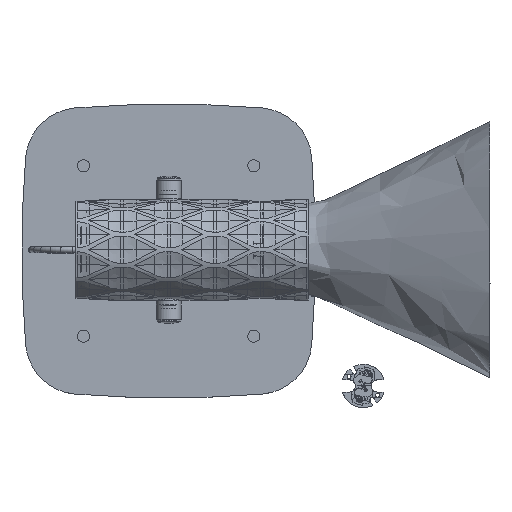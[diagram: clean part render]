
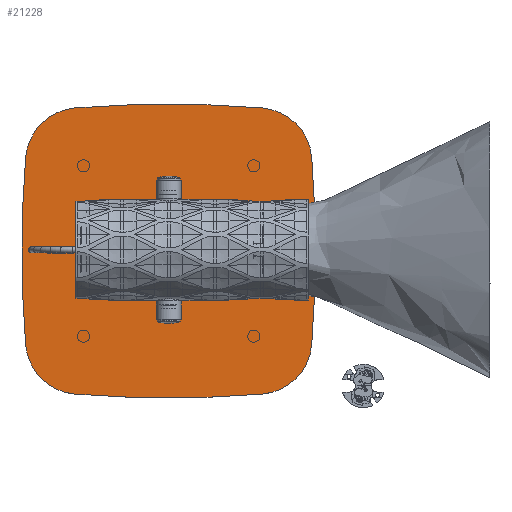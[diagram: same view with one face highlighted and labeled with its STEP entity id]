
A CAD part, top view. The second image highlights one B-rep face of the part: STEP entity #21228.
In plain terms, the highlighted face is planar.
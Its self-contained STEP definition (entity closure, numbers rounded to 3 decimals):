
#21228=ADVANCED_FACE('',(#23798,#23799),#23112,.T.);
#23112=PLANE('',#61790);
#23798=FACE_BOUND('',#26828,.T.);
#23799=FACE_BOUND('',#26829,.T.);
#26828=EDGE_LOOP('',(#39753));
#26829=EDGE_LOOP('',(#39754,#39755,#39756,#39757,#39758,#39759,#39760,#39761));
#39753=ORIENTED_EDGE('',*,*,#57796,.F.);
#39754=ORIENTED_EDGE('',*,*,#57794,.T.);
#39755=ORIENTED_EDGE('',*,*,#57797,.T.);
#39756=ORIENTED_EDGE('',*,*,#57780,.T.);
#39757=ORIENTED_EDGE('',*,*,#57798,.T.);
#39758=ORIENTED_EDGE('',*,*,#57784,.T.);
#39759=ORIENTED_EDGE('',*,*,#57799,.T.);
#39760=ORIENTED_EDGE('',*,*,#57788,.T.);
#39761=ORIENTED_EDGE('',*,*,#57800,.T.);
#48598=VERTEX_POINT('',#123367);
#48599=VERTEX_POINT('',#123368);
#48602=VERTEX_POINT('',#123376);
#48603=VERTEX_POINT('',#123377);
#48606=VERTEX_POINT('',#123385);
#48607=VERTEX_POINT('',#123386);
#48612=VERTEX_POINT('',#123397);
#48613=VERTEX_POINT('',#123399);
#48614=VERTEX_POINT('',#123403);
#57780=EDGE_CURVE('',#48598,#48599,#59040,.T.);
#57784=EDGE_CURVE('',#48602,#48603,#59042,.T.);
#57788=EDGE_CURVE('',#48606,#48607,#59044,.T.);
#57794=EDGE_CURVE('',#48613,#48612,#59047,.T.);
#57796=EDGE_CURVE('',#48614,#48614,#59048,.T.);
#57797=EDGE_CURVE('',#48612,#48598,#59049,.T.);
#57798=EDGE_CURVE('',#48599,#48602,#59050,.T.);
#57799=EDGE_CURVE('',#48603,#48606,#59051,.T.);
#57800=EDGE_CURVE('',#48607,#48613,#59052,.T.);
#59040=CIRCLE('',#61773,700.);
#59042=CIRCLE('',#61776,700.);
#59044=CIRCLE('',#61779,700.);
#59047=CIRCLE('',#61783,700.);
#59048=CIRCLE('',#61785,5.25);
#59049=CIRCLE('',#61786,35.);
#59050=CIRCLE('',#61787,35.);
#59051=CIRCLE('',#61788,35.);
#59052=CIRCLE('',#61789,35.);
#61773=AXIS2_PLACEMENT_3D('',#123366,#71697,#71698);
#61776=AXIS2_PLACEMENT_3D('',#123375,#71705,#71706);
#61779=AXIS2_PLACEMENT_3D('',#123384,#71713,#71714);
#61783=AXIS2_PLACEMENT_3D('',#123398,#71724,#71725);
#61785=AXIS2_PLACEMENT_3D('',#123402,#71729,#71730);
#61786=AXIS2_PLACEMENT_3D('',#123404,#71731,#71732);
#61787=AXIS2_PLACEMENT_3D('',#123405,#71733,#71734);
#61788=AXIS2_PLACEMENT_3D('',#123406,#71735,#71736);
#61789=AXIS2_PLACEMENT_3D('',#123407,#71737,#71738);
#61790=AXIS2_PLACEMENT_3D('',#123408,#71739,#71740);
#71697=DIRECTION('',(0.,-1.,0.));
#71698=DIRECTION('',(0.,0.,1.));
#71705=DIRECTION('',(0.,-1.,0.));
#71706=DIRECTION('',(-1.,0.,0.));
#71713=DIRECTION('',(0.,-1.,0.));
#71714=DIRECTION('',(0.,0.,-1.));
#71724=DIRECTION('',(0.,-1.,0.));
#71725=DIRECTION('',(1.,0.,0.));
#71729=DIRECTION('',(0.,-1.,0.));
#71730=DIRECTION('',(1.,0.,0.));
#71731=DIRECTION('',(0.,-1.,0.));
#71732=DIRECTION('',(1.,0.,0.));
#71733=DIRECTION('',(0.,-1.,0.));
#71734=DIRECTION('',(1.,0.,0.));
#71735=DIRECTION('',(0.,-1.,0.));
#71736=DIRECTION('',(1.,0.,0.));
#71737=DIRECTION('',(0.,-1.,0.));
#71738=DIRECTION('',(1.,0.,0.));
#71739=DIRECTION('',(0.,-1.,0.));
#71740=DIRECTION('',(1.,0.,0.));
#123366=CARTESIAN_POINT('',(605.,466.,-125.7));
#123367=CARTESIAN_POINT('',(-92.378,466.,-65.165));
#123368=CARTESIAN_POINT('',(-92.378,466.,-186.235));
#123375=CARTESIAN_POINT('',(0.,466.,479.3));
#123376=CARTESIAN_POINT('',(-60.535,466.,-218.078));
#123377=CARTESIAN_POINT('',(60.535,466.,-218.078));
#123384=CARTESIAN_POINT('',(-605.,466.,-125.7));
#123385=CARTESIAN_POINT('',(92.378,466.,-186.235));
#123386=CARTESIAN_POINT('',(92.378,466.,-65.165));
#123397=CARTESIAN_POINT('',(-60.535,466.,-33.322));
#123398=CARTESIAN_POINT('',(0.,466.,-730.7));
#123399=CARTESIAN_POINT('',(60.535,466.,-33.322));
#123402=CARTESIAN_POINT('',(0.,466.,-125.7));
#123403=CARTESIAN_POINT('',(5.25,466.,-125.7));
#123404=CARTESIAN_POINT('',(-57.509,466.,-68.191));
#123405=CARTESIAN_POINT('',(-57.509,466.,-183.209));
#123406=CARTESIAN_POINT('',(57.509,466.,-183.209));
#123407=CARTESIAN_POINT('',(57.509,466.,-68.191));
#123408=CARTESIAN_POINT('',(302.5,466.,176.8));
